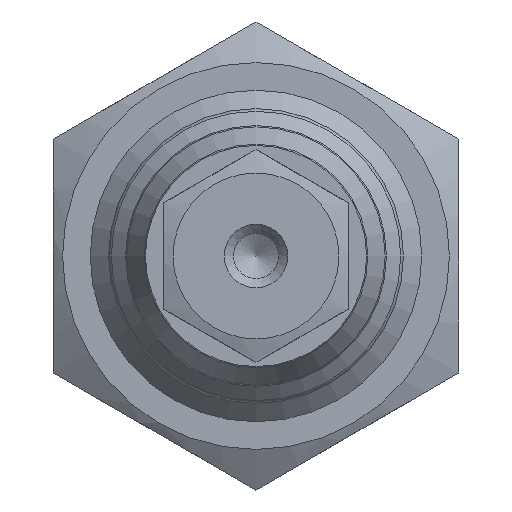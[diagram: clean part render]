
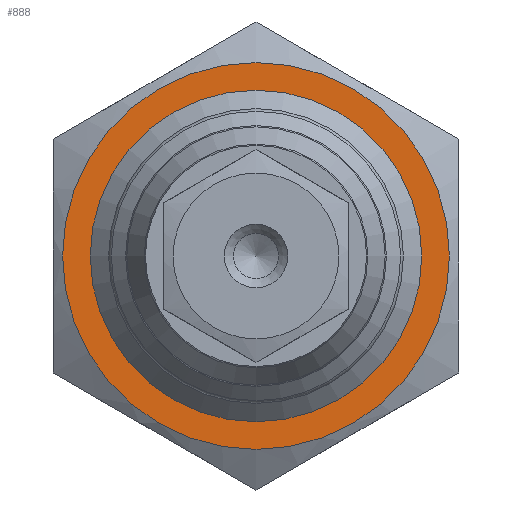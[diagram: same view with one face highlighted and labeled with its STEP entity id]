
A CAD part, left-side view. The second image highlights one B-rep face of the part: STEP entity #888.
In plain terms, the highlighted planar face has unit normal (-1, 0, 0).
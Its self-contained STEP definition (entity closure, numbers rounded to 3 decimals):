
#888=ADVANCED_FACE('',(#1774,#1776),#1778,.T.);
#1774=FACE_BOUND('',#1775,.T.);
#1775=EDGE_LOOP('',(#2575));
#1776=FACE_BOUND('',#1777,.T.);
#1777=EDGE_LOOP('',(#2576));
#1778=PLANE('',#1779);
#1779=AXIS2_PLACEMENT_3D('',#1780,#1781,#1782);
#1780=CARTESIAN_POINT('',(-6.5,0.,0.));
#1781=DIRECTION('',(-1.,-0.,-0.));
#1782=DIRECTION('',(0.,0.,1.));
#2575=ORIENTED_EDGE('',*,*,#2843,.T.);
#2576=ORIENTED_EDGE('',*,*,#2857,.F.);
#2843=EDGE_CURVE('',#3130,#3130,#3131,.T.);
#2857=EDGE_CURVE('',#3152,#3152,#3153,.T.);
#3130=VERTEX_POINT('',#4410);
#3131=CIRCLE('',#4411,10.5);
#3152=VERTEX_POINT('',#4694);
#3153=CIRCLE('',#4695,8.9);
#4410=CARTESIAN_POINT('',(-6.5,0.,10.5));
#4411=AXIS2_PLACEMENT_3D('',#4412,#4413,#4414);
#4412=CARTESIAN_POINT('',(-6.5,0.,0.));
#4413=DIRECTION('',(-1.,-0.,-0.));
#4414=DIRECTION('',(0.,0.,1.));
#4694=CARTESIAN_POINT('',(-6.5,0.,8.9));
#4695=AXIS2_PLACEMENT_3D('',#4696,#4697,#4698);
#4696=CARTESIAN_POINT('',(-6.5,0.,0.));
#4697=DIRECTION('',(-1.,-0.,-0.));
#4698=DIRECTION('',(0.,0.,1.));
